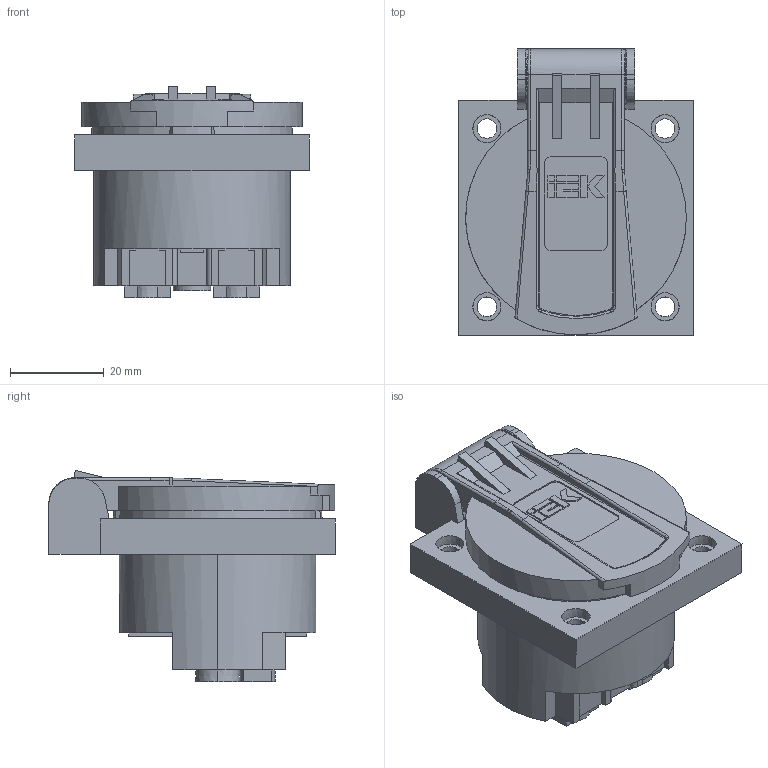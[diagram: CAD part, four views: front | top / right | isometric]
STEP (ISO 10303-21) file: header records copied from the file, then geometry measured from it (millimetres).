
FILE_DESCRIPTION (( 'STEP AP214' ), '1' );
FILE_NAME ('PSN71-016-3-2-44-K07_MAGNUM Ðîçåòêà ïàíåëüíàÿ SCHUKO ÐÏ11-3 IP44 ñèíèé IEK.STEP', '2025-09-09T10:39:37', ( '' ), ( '' ), 'SwSTEP 2.0', 'SolidWorks 2022', '' );
FILE_SCHEMA (( 'AUTOMOTIVE_DESIGN' ));
Length unit declared in the file: millimetre
Products named in the file (1): PSN71-016-3-2-44-K07_MAGNUM Розетка панельная SCHUKO РП11-3 IP44 синий IEK
Bounding box: 50.06 x 61.03 x 45.08 mm (x, y, z)
Volume: 65881.2 mm3; surface area: 14278 mm2
Topology: 1 solids, 4 shells, 377 faces, 978 edges, 632 vertices
Faces by surface type: plane 225, cylinder 77, bspline 38, cone 37
Entity records: 12633 total; most frequent: CARTESIAN_POINT 3599, ORIENTED_EDGE 1952, DIRECTION 1757, EDGE_CURVE 976, VERTEX_POINT 632, LINE 615, VECTOR 615, AXIS2_PLACEMENT_3D 571
